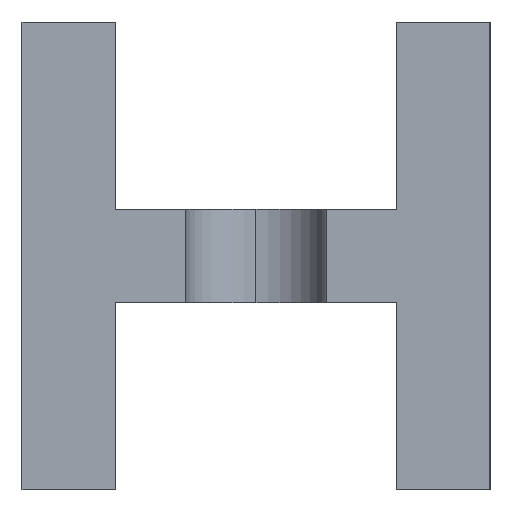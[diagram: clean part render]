
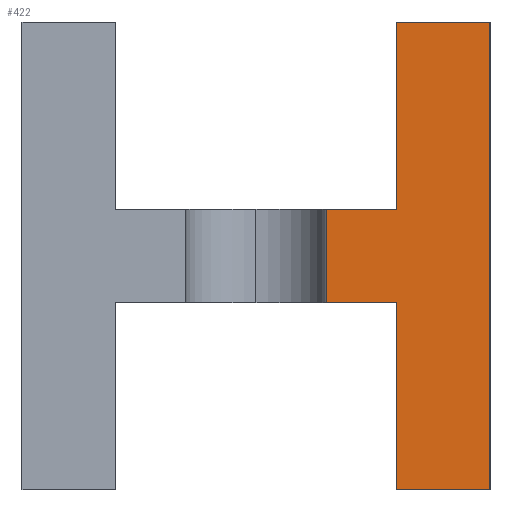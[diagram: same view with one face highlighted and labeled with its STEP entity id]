
A CAD part, left-side view. The second image highlights one B-rep face of the part: STEP entity #422.
In plain terms, the highlighted planar face has unit normal (-1, 0, 0).
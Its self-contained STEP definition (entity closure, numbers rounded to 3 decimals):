
#353 = DIRECTION ( 'NONE',  ( 0., 1., 0. ) ) ;
#357 = EDGE_CURVE ( 'NONE', #4931, #7449, #3322, .T. ) ;
#422 = ADVANCED_FACE ( 'NONE', ( #12217 ), #9934, .T. ) ;
#480 = CARTESIAN_POINT ( 'NONE',  ( 0., 8., 4. ) ) ;
#776 = VECTOR ( 'NONE', #10315, 1000. ) ;
#1006 = VECTOR ( 'NONE', #353, 1000. ) ;
#1077 = DIRECTION ( 'NONE',  ( 0., 0., -1. ) ) ;
#1591 = VERTEX_POINT ( 'NONE', #2550 ) ;
#1634 = VERTEX_POINT ( 'NONE', #1878 ) ;
#1780 = CARTESIAN_POINT ( 'NONE',  ( 0., 0., 0. ) ) ;
#1878 = CARTESIAN_POINT ( 'NONE',  ( 0., 2., 10. ) ) ;
#1911 = EDGE_CURVE ( 'NONE', #11306, #4916, #8344, .T. ) ;
#1943 = LINE ( 'NONE', #7920, #11411 ) ;
#2190 = VECTOR ( 'NONE', #6458, 1000. ) ;
#2550 = CARTESIAN_POINT ( 'NONE',  ( 0., 0., 10. ) ) ;
#2988 = EDGE_LOOP ( 'NONE', ( #7716, #8502, #3055, #3596, #9875, #10913, #7762, #5911 ) ) ;
#3055 = ORIENTED_EDGE ( 'NONE', *, *, #357, .F. ) ;
#3164 = EDGE_CURVE ( 'NONE', #11130, #4931, #1943, .T. ) ;
#3322 = LINE ( 'NONE', #3859, #3911 ) ;
#3357 = VERTEX_POINT ( 'NONE', #5969 ) ;
#3596 = ORIENTED_EDGE ( 'NONE', *, *, #3164, .F. ) ;
#3650 = DIRECTION ( 'NONE',  ( 0., -1., 0. ) ) ;
#3845 = CARTESIAN_POINT ( 'NONE',  ( 0., 0., 10. ) ) ;
#3859 = CARTESIAN_POINT ( 'NONE',  ( 0., 2., 4. ) ) ;
#3911 = VECTOR ( 'NONE', #4303, 1000. ) ;
#3939 = LINE ( 'NONE', #3845, #8676 ) ;
#4216 = DIRECTION ( 'NONE',  ( 0., 0., 1. ) ) ;
#4300 = CARTESIAN_POINT ( 'NONE',  ( 0., 2., 10. ) ) ;
#4303 = DIRECTION ( 'NONE',  ( 0., 0., 1. ) ) ;
#4415 = VECTOR ( 'NONE', #1077, 1000. ) ;
#4849 = CARTESIAN_POINT ( 'NONE',  ( 0., 2., 4. ) ) ;
#4916 = VERTEX_POINT ( 'NONE', #8860 ) ;
#4931 = VERTEX_POINT ( 'NONE', #7761 ) ;
#5007 = LINE ( 'NONE', #4300, #11379 ) ;
#5508 = AXIS2_PLACEMENT_3D ( 'NONE', #11038, #9746, #9397 ) ;
#5911 = ORIENTED_EDGE ( 'NONE', *, *, #1911, .F. ) ;
#5969 = CARTESIAN_POINT ( 'NONE',  ( 0., 3.5, 4. ) ) ;
#6250 = CARTESIAN_POINT ( 'NONE',  ( 0., 3.5, 4. ) ) ;
#6458 = DIRECTION ( 'NONE',  ( 0., 0., 1. ) ) ;
#6604 = EDGE_CURVE ( 'NONE', #1591, #11130, #6940, .T. ) ;
#6940 = LINE ( 'NONE', #11364, #4415 ) ;
#7290 = CARTESIAN_POINT ( 'NONE',  ( 0., 3.5, 6. ) ) ;
#7449 = VERTEX_POINT ( 'NONE', #4849 ) ;
#7716 = ORIENTED_EDGE ( 'NONE', *, *, #11002, .F. ) ;
#7761 = CARTESIAN_POINT ( 'NONE',  ( 0., 2., 0. ) ) ;
#7762 = ORIENTED_EDGE ( 'NONE', *, *, #11021, .F. ) ;
#7839 = EDGE_CURVE ( 'NONE', #1634, #1591, #3939, .T. ) ;
#7920 = CARTESIAN_POINT ( 'NONE',  ( 0., 2., 0. ) ) ;
#8078 = DIRECTION ( 'NONE',  ( 0., 1., 0. ) ) ;
#8344 = LINE ( 'NONE', #9198, #776 ) ;
#8502 = ORIENTED_EDGE ( 'NONE', *, *, #11088, .F. ) ;
#8676 = VECTOR ( 'NONE', #3650, 1000. ) ;
#8860 = CARTESIAN_POINT ( 'NONE',  ( 0., 2., 6. ) ) ;
#9198 = CARTESIAN_POINT ( 'NONE',  ( 0., 2., 6. ) ) ;
#9397 = DIRECTION ( 'NONE',  ( 0., 0., 1. ) ) ;
#9448 = LINE ( 'NONE', #6250, #2190 ) ;
#9746 = DIRECTION ( 'NONE',  ( -1., 0., 0. ) ) ;
#9875 = ORIENTED_EDGE ( 'NONE', *, *, #6604, .F. ) ;
#9934 = PLANE ( 'NONE',  #5508 ) ;
#10315 = DIRECTION ( 'NONE',  ( 0., -1., 0. ) ) ;
#10913 = ORIENTED_EDGE ( 'NONE', *, *, #7839, .F. ) ;
#11002 = EDGE_CURVE ( 'NONE', #3357, #11306, #9448, .T. ) ;
#11021 = EDGE_CURVE ( 'NONE', #4916, #1634, #5007, .T. ) ;
#11038 = CARTESIAN_POINT ( 'NONE',  ( 0., 0., 0. ) ) ;
#11072 = LINE ( 'NONE', #480, #1006 ) ;
#11088 = EDGE_CURVE ( 'NONE', #7449, #3357, #11072, .T. ) ;
#11130 = VERTEX_POINT ( 'NONE', #1780 ) ;
#11306 = VERTEX_POINT ( 'NONE', #7290 ) ;
#11364 = CARTESIAN_POINT ( 'NONE',  ( 0., 0., 0. ) ) ;
#11379 = VECTOR ( 'NONE', #4216, 1000. ) ;
#11411 = VECTOR ( 'NONE', #8078, 1000. ) ;
#12217 = FACE_OUTER_BOUND ( 'NONE', #2988, .T. ) ;
